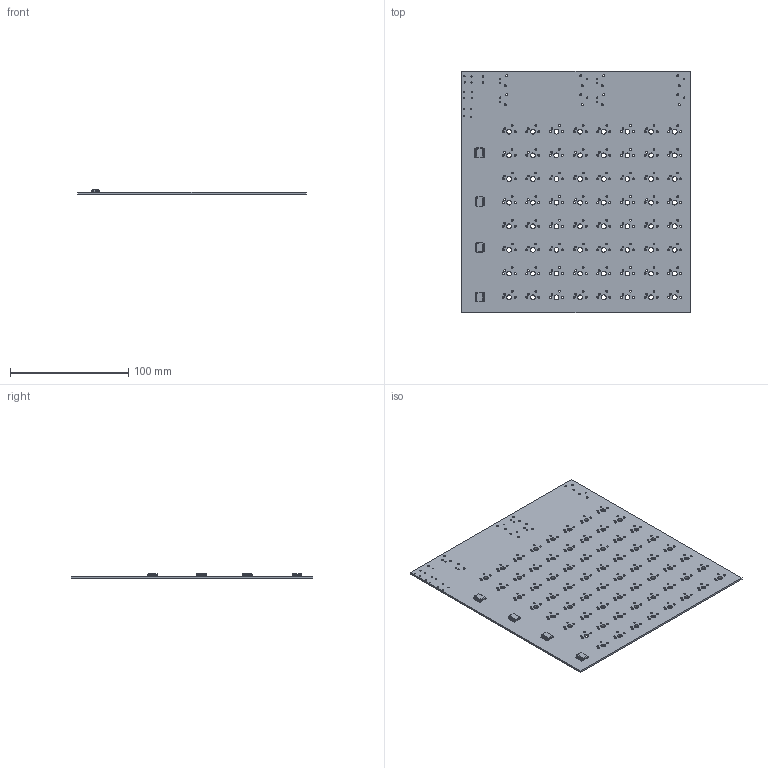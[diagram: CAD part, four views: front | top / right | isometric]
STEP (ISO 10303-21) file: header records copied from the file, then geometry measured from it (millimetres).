
FILE_DESCRIPTION(('KiCad electronic assembly'),'2;1');
FILE_NAME('midi.step','2025-06-03T12:59:48',('Pcbnew'),('Kicad'), 'Open CASCADE STEP processor 7.5','KiCad to STEP converter','Unknown' );
FILE_SCHEMA(('AUTOMOTIVE_DESIGN { 1 0 10303 214 1 1 1 1 }'));
Length unit declared in the file: millimetre
Products named in the file (3): midi 1; SSOP-24_5.3x8.2mm_P0.65mm; midi_PCB
Assembly tree (5 placements, depth 2):
  midi 1
    SSOP-24_5.3x8.2mm_P0.65mm  x4
    midi_PCB
Bounding box: 193 x 204 x 3.69 mm (x, y, z)
Volume: 57697.5 mm3; surface area: 81301.5 mm2
Topology: 5 solids, 5 shells, 1952 faces, 5334 edges, 3396 vertices
Faces by surface type: plane 1010, cylinder 750, bspline 192
Full cylindrical faces by diameter (mm): 0.5 x4, 1 x14, 1.2 x12, 1.5 x128, 1.7 x144, 4 x64
Entity records: 26423 total; most frequent: CARTESIAN_POINT 4501, DIRECTION 4487, ORIENTED_EDGE 4314, EDGE_CURVE 2157, AXIS2_PLACEMENT_3D 1640, FACE_BOUND 1489, EDGE_LOOP 1489, VERTEX_POINT 1398
